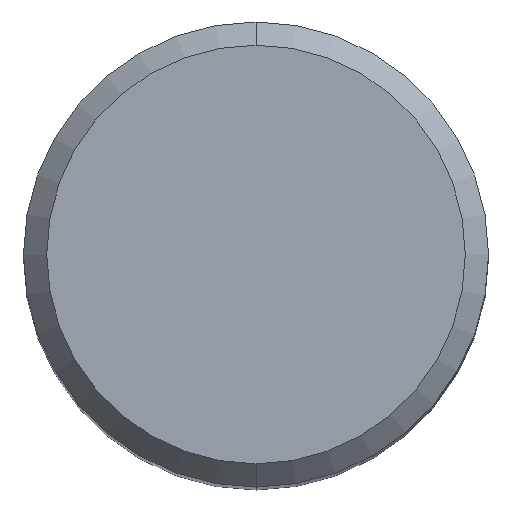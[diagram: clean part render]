
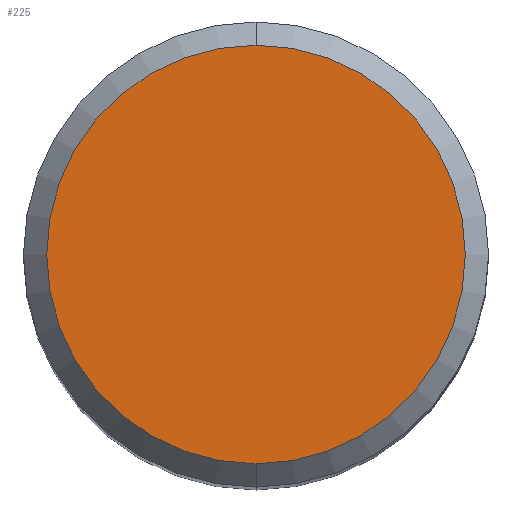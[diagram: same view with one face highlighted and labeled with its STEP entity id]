
A CAD part, top view. The second image highlights one B-rep face of the part: STEP entity #225.
In plain terms, the highlighted planar face has unit normal (0, 0, 1).
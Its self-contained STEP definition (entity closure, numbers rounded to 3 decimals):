
#225=ADVANCED_FACE('',(#522),#523,.T.);
#233=EDGE_CURVE('',#321,#245,#531,.T.);
#245=VERTEX_POINT('',#543);
#321=VERTEX_POINT('',#629);
#357=EDGE_CURVE('',#245,#321,#668,.T.);
#522=FACE_OUTER_BOUND('',#932,.T.);
#523=PLANE('',#933);
#531=CIRCLE('',#968,5.4);
#543=CARTESIAN_POINT('',(0.0,5.4,0.));
#629=CARTESIAN_POINT('',(0.,-5.4,0.));
#668=CIRCLE('',#1222,5.4);
#932=EDGE_LOOP('',(#1505,#1506));
#933=AXIS2_PLACEMENT_3D('',#1507,#1508,#1509);
#968=AXIS2_PLACEMENT_3D('',#1511,#1512,#1513);
#1222=AXIS2_PLACEMENT_3D('',#1656,#1657,#1658);
#1505=ORIENTED_EDGE('',*,*,#357,.F.);
#1506=ORIENTED_EDGE('',*,*,#233,.F.);
#1507=CARTESIAN_POINT('',(0.0,2.7,0.));
#1508=DIRECTION('',(-0.0,0.0,1.0));
#1509=DIRECTION('',(0.0,-1.0,0.0));
#1511=CARTESIAN_POINT('',(0.0,0.0,0.));
#1512=DIRECTION('',(0.0,0.0,-1.0));
#1513=DIRECTION('',(0.0,1.0,0.0));
#1656=CARTESIAN_POINT('',(0.0,0.0,0.));
#1657=DIRECTION('',(0.0,0.0,-1.0));
#1658=DIRECTION('',(0.0,1.0,0.0));
